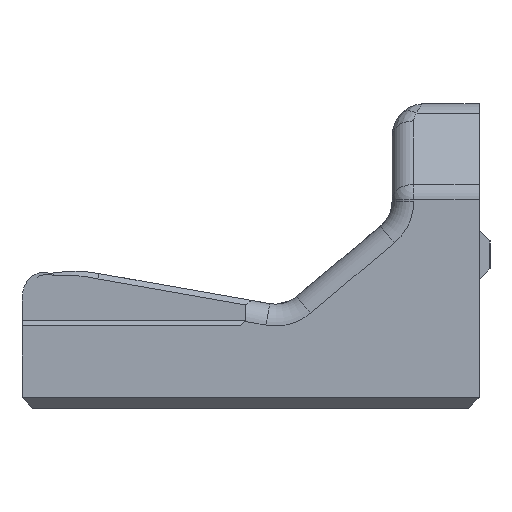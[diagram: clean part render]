
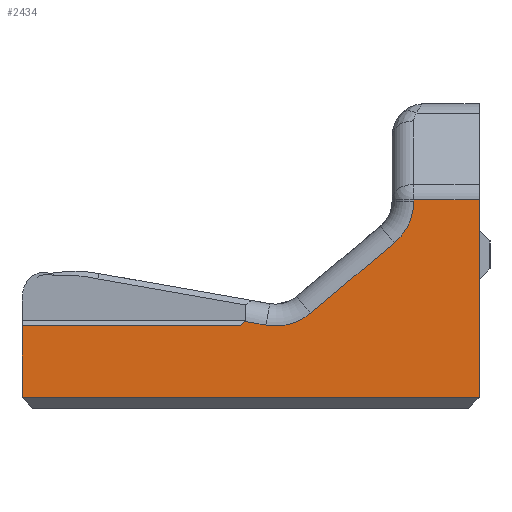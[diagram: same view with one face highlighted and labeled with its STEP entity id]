
A CAD part, left-side view. The second image highlights one B-rep face of the part: STEP entity #2434.
In plain terms, the highlighted planar face has unit normal (-1, 0, 0).
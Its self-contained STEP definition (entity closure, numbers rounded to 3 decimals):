
#125=LINE('',#3760,#285);
#129=LINE('',#3768,#289);
#168=LINE('',#8398,#328);
#169=LINE('',#8400,#329);
#170=LINE('',#8404,#330);
#171=LINE('',#8408,#331);
#172=LINE('',#8410,#332);
#173=LINE('',#8412,#333);
#174=LINE('',#8414,#334);
#175=LINE('',#8415,#335);
#176=LINE('',#8416,#336);
#285=VECTOR('',#2900,1.394);
#289=VECTOR('',#2904,5.409);
#328=VECTOR('',#3107,3.);
#329=VECTOR('',#3108,0.066);
#330=VECTOR('',#3111,5.029);
#331=VECTOR('',#3114,0.992);
#332=VECTOR('',#3115,0.279);
#333=VECTOR('',#3116,10.039);
#334=VECTOR('',#3117,3.3);
#335=VECTOR('',#3118,21.);
#336=VECTOR('',#3119,2.283);
#418=PLANE('',#2640);
#508=FACE_OUTER_BOUND('',#668,.T.);
#668=EDGE_LOOP('',(#1908,#1909,#1910,#1911,#1912,#1913,#1914,#1915,#1916,
#1917,#1918,#1919,#1920));
#876=CIRCLE('',#2641,2.5);
#877=CIRCLE('',#2642,2.5);
#1050=VERTEX_POINT('',#3757);
#1051=VERTEX_POINT('',#3759);
#1054=VERTEX_POINT('',#3765);
#1055=VERTEX_POINT('',#3767);
#1117=VERTEX_POINT('',#8397);
#1118=VERTEX_POINT('',#8399);
#1119=VERTEX_POINT('',#8401);
#1120=VERTEX_POINT('',#8403);
#1121=VERTEX_POINT('',#8405);
#1122=VERTEX_POINT('',#8407);
#1123=VERTEX_POINT('',#8409);
#1124=VERTEX_POINT('',#8411);
#1125=VERTEX_POINT('',#8413);
#1276=EDGE_CURVE('',#1050,#1051,#125,.T.);
#1280=EDGE_CURVE('',#1054,#1055,#129,.T.);
#1399=EDGE_CURVE('',#1050,#1117,#168,.T.);
#1400=EDGE_CURVE('',#1117,#1118,#169,.T.);
#1401=EDGE_CURVE('',#1118,#1119,#876,.T.);
#1402=EDGE_CURVE('',#1119,#1120,#170,.T.);
#1403=EDGE_CURVE('',#1120,#1121,#877,.T.);
#1404=EDGE_CURVE('',#1121,#1122,#171,.T.);
#1405=EDGE_CURVE('',#1122,#1123,#172,.T.);
#1406=EDGE_CURVE('',#1123,#1124,#173,.T.);
#1407=EDGE_CURVE('',#1124,#1125,#174,.T.);
#1408=EDGE_CURVE('',#1125,#1055,#175,.T.);
#1409=EDGE_CURVE('',#1054,#1051,#176,.T.);
#1908=ORIENTED_EDGE('',*,*,#1276,.F.);
#1909=ORIENTED_EDGE('',*,*,#1399,.T.);
#1910=ORIENTED_EDGE('',*,*,#1400,.T.);
#1911=ORIENTED_EDGE('',*,*,#1401,.T.);
#1912=ORIENTED_EDGE('',*,*,#1402,.T.);
#1913=ORIENTED_EDGE('',*,*,#1403,.T.);
#1914=ORIENTED_EDGE('',*,*,#1404,.T.);
#1915=ORIENTED_EDGE('',*,*,#1405,.T.);
#1916=ORIENTED_EDGE('',*,*,#1406,.T.);
#1917=ORIENTED_EDGE('',*,*,#1407,.T.);
#1918=ORIENTED_EDGE('',*,*,#1408,.T.);
#1919=ORIENTED_EDGE('',*,*,#1280,.F.);
#1920=ORIENTED_EDGE('',*,*,#1409,.T.);
#2434=ADVANCED_FACE('',(#508),#418,.T.);
#2640=AXIS2_PLACEMENT_3D('',#8396,#3105,#3106);
#2641=AXIS2_PLACEMENT_3D('',#8402,#3109,#3110);
#2642=AXIS2_PLACEMENT_3D('',#8406,#3112,#3113);
#2900=DIRECTION('',(0.,0.,-1.));
#2904=DIRECTION('',(0.,0.,-1.));
#3105=DIRECTION('center_axis',(-1.,0.,0.));
#3106=DIRECTION('ref_axis',(0.,-1.,0.));
#3107=DIRECTION('',(0.,1.,0.));
#3108=DIRECTION('',(0.,0.,-1.));
#3109=DIRECTION('center_axis',(1.,0.,0.));
#3110=DIRECTION('ref_axis',(0.,0.,1.));
#3111=DIRECTION('',(0.,0.766,-0.643));
#3112=DIRECTION('center_axis',(1.,0.,0.));
#3113=DIRECTION('ref_axis',(0.,0.,1.));
#3114=DIRECTION('',(0.,0.985,0.174));
#3115=DIRECTION('',(0.,0.707,-0.707));
#3116=DIRECTION('',(0.,1.,0.));
#3117=DIRECTION('',(0.,0.,-1.));
#3118=DIRECTION('',(0.,-1.,0.));
#3119=DIRECTION('',(0.,0.,1.));
#3757=CARTESIAN_POINT('',(-42.5,-114.,-141.414));
#3759=CARTESIAN_POINT('',(-42.5,-114.,-142.809));
#3760=CARTESIAN_POINT('',(-42.5,-114.,-141.414));
#3765=CARTESIAN_POINT('',(-42.5,-114.,-145.091));
#3767=CARTESIAN_POINT('',(-42.5,-114.,-150.5));
#3768=CARTESIAN_POINT('',(-42.5,-114.,-145.091));
#8396=CARTESIAN_POINT('Origin',(-42.5,-78.,-151.));
#8397=CARTESIAN_POINT('',(-42.5,-111.,-141.414));
#8398=CARTESIAN_POINT('',(-42.5,-114.,-141.414));
#8399=CARTESIAN_POINT('',(-42.5,-111.,-141.48));
#8400=CARTESIAN_POINT('',(-42.5,-111.,-141.414));
#8401=CARTESIAN_POINT('',(-42.5,-110.107,-143.395));
#8402=CARTESIAN_POINT('Origin',(-42.5,-108.5,-141.48));
#8403=CARTESIAN_POINT('',(-42.5,-106.255,-146.628));
#8404=CARTESIAN_POINT('',(-42.5,-110.107,-143.395));
#8405=CARTESIAN_POINT('',(-42.5,-104.213,-147.175));
#8406=CARTESIAN_POINT('Origin',(-42.5,-104.648,-144.713));
#8407=CARTESIAN_POINT('',(-42.5,-103.236,-147.003));
#8408=CARTESIAN_POINT('',(-42.5,-104.213,-147.175));
#8409=CARTESIAN_POINT('',(-42.5,-103.039,-147.2));
#8410=CARTESIAN_POINT('',(-42.5,-103.236,-147.003));
#8411=CARTESIAN_POINT('',(-42.5,-93.,-147.2));
#8412=CARTESIAN_POINT('',(-42.5,-103.039,-147.2));
#8413=CARTESIAN_POINT('',(-42.5,-93.,-150.5));
#8414=CARTESIAN_POINT('',(-42.5,-93.,-147.2));
#8415=CARTESIAN_POINT('',(-42.5,-93.,-150.5));
#8416=CARTESIAN_POINT('',(-42.5,-114.,-145.091));
